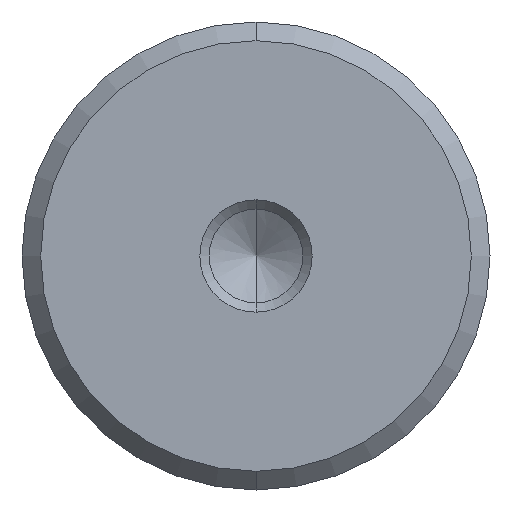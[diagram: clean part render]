
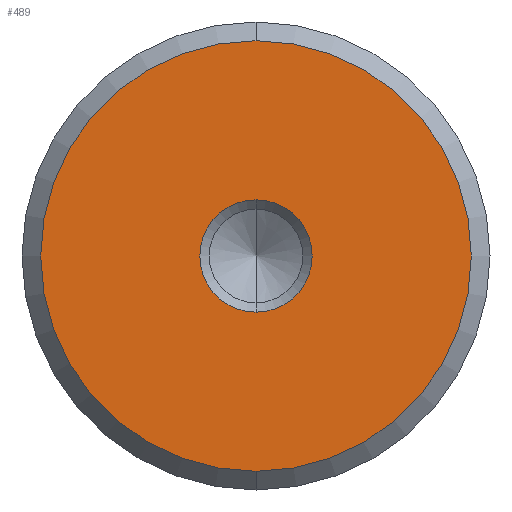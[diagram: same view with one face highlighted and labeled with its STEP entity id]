
A CAD part, front view. The second image highlights one B-rep face of the part: STEP entity #489.
In plain terms, the highlighted planar face has unit normal (0, -1, 0).
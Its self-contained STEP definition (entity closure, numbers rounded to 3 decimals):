
#9 = CARTESIAN_POINT ( 'NONE',  ( 0., -65., -11.5 ) ) ;
#15 = ORIENTED_EDGE ( 'NONE', *, *, #181, .T. ) ;
#22 = DIRECTION ( 'NONE',  ( 0., 0., 1. ) ) ;
#41 = FACE_OUTER_BOUND ( 'NONE', #482, .T. ) ;
#42 = ORIENTED_EDGE ( 'NONE', *, *, #430, .F. ) ;
#52 = DIRECTION ( 'NONE',  ( 0., 0., 1. ) ) ;
#53 = PLANE ( 'NONE',  #314 ) ;
#71 = CIRCLE ( 'NONE', #175, 3. ) ;
#74 = CARTESIAN_POINT ( 'NONE',  ( 0., -65., 3. ) ) ;
#76 = EDGE_CURVE ( 'NONE', #156, #232, #297, .T. ) ;
#87 = DIRECTION ( 'NONE',  ( 0., 1., 0. ) ) ;
#88 = CARTESIAN_POINT ( 'NONE',  ( 0., -65., 0. ) ) ;
#90 = DIRECTION ( 'NONE',  ( 0., 1., 0. ) ) ;
#120 = ORIENTED_EDGE ( 'NONE', *, *, #76, .T. ) ;
#129 = CIRCLE ( 'NONE', #344, 11.5 ) ;
#139 = DIRECTION ( 'NONE',  ( 0., 0., 1. ) ) ;
#141 = DIRECTION ( 'NONE',  ( 0., 1., 0. ) ) ;
#156 = VERTEX_POINT ( 'NONE', #74 ) ;
#175 = AXIS2_PLACEMENT_3D ( 'NONE', #275, #87, #189 ) ;
#181 = EDGE_CURVE ( 'NONE', #232, #156, #71, .T. ) ;
#187 = EDGE_LOOP ( 'NONE', ( #15, #120 ) ) ;
#188 = VERTEX_POINT ( 'NONE', #9 ) ;
#189 = DIRECTION ( 'NONE',  ( 0., 0., 1. ) ) ;
#192 = CARTESIAN_POINT ( 'NONE',  ( 3., -65., 0. ) ) ;
#230 = AXIS2_PLACEMENT_3D ( 'NONE', #418, #141, #22 ) ;
#232 = VERTEX_POINT ( 'NONE', #458 ) ;
#259 = ORIENTED_EDGE ( 'NONE', *, *, #500, .F. ) ;
#263 = FACE_BOUND ( 'NONE', #187, .T. ) ;
#264 = VERTEX_POINT ( 'NONE', #460 ) ;
#268 = AXIS2_PLACEMENT_3D ( 'NONE', #493, #447, #537 ) ;
#275 = CARTESIAN_POINT ( 'NONE',  ( 0., -65., 0. ) ) ;
#280 = DIRECTION ( 'NONE',  ( 0., 1., 0. ) ) ;
#297 = CIRCLE ( 'NONE', #268, 3. ) ;
#314 = AXIS2_PLACEMENT_3D ( 'NONE', #192, #90, #52 ) ;
#344 = AXIS2_PLACEMENT_3D ( 'NONE', #88, #280, #139 ) ;
#391 = CIRCLE ( 'NONE', #230, 11.5 ) ;
#418 = CARTESIAN_POINT ( 'NONE',  ( 0., -65., 0. ) ) ;
#430 = EDGE_CURVE ( 'NONE', #188, #264, #129, .T. ) ;
#447 = DIRECTION ( 'NONE',  ( 0., 1., 0. ) ) ;
#458 = CARTESIAN_POINT ( 'NONE',  ( 0., -65., -3. ) ) ;
#460 = CARTESIAN_POINT ( 'NONE',  ( 0., -65., 11.5 ) ) ;
#482 = EDGE_LOOP ( 'NONE', ( #259, #42 ) ) ;
#489 = ADVANCED_FACE ( 'NONE', ( #41, #263 ), #53, .F. ) ;
#493 = CARTESIAN_POINT ( 'NONE',  ( 0., -65., 0. ) ) ;
#500 = EDGE_CURVE ( 'NONE', #264, #188, #391, .T. ) ;
#537 = DIRECTION ( 'NONE',  ( 0., 0., 1. ) ) ;
